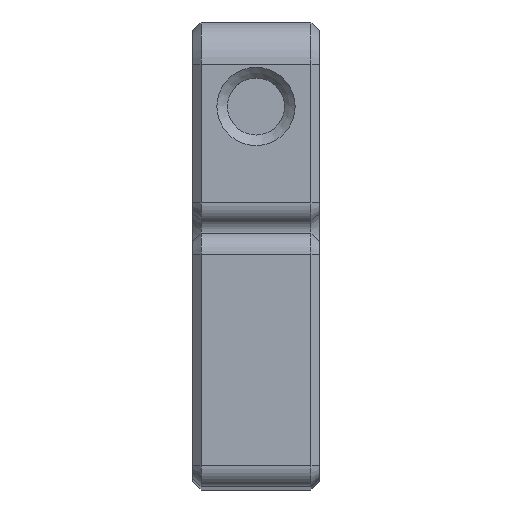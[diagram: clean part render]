
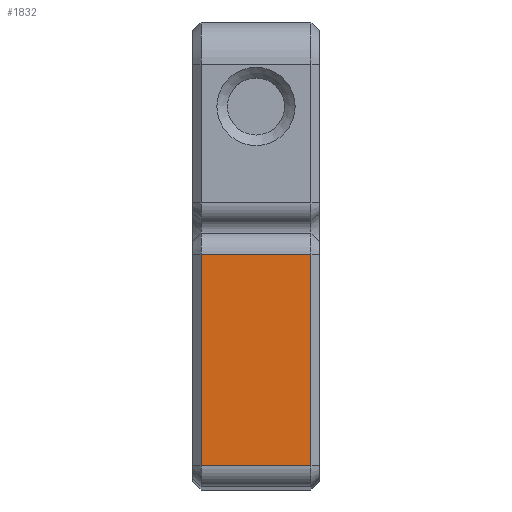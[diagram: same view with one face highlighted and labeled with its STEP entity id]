
A CAD part, top view. The second image highlights one B-rep face of the part: STEP entity #1832.
In plain terms, the highlighted planar face has unit normal (0, 0, 1).
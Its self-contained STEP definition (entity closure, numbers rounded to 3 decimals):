
#37=PLANE('',#2000);
#133=FACE_OUTER_BOUND('',#254,.T.);
#254=EDGE_LOOP('',(#1351,#1352,#1353,#1354));
#388=LINE('',#2891,#567);
#398=LINE('',#2919,#577);
#399=LINE('',#2923,#578);
#400=LINE('',#2924,#579);
#567=VECTOR('',#2301,10.);
#577=VECTOR('',#2333,10.);
#578=VECTOR('',#2338,10.);
#579=VECTOR('',#2339,10.);
#808=VERTEX_POINT('',#2783);
#841=VERTEX_POINT('',#2886);
#848=VERTEX_POINT('',#2918);
#849=VERTEX_POINT('',#2922);
#1020=EDGE_CURVE('',#808,#841,#388,.T.);
#1034=EDGE_CURVE('',#841,#848,#398,.T.);
#1036=EDGE_CURVE('',#849,#808,#399,.T.);
#1037=EDGE_CURVE('',#848,#849,#400,.T.);
#1351=ORIENTED_EDGE('',*,*,#1020,.F.);
#1352=ORIENTED_EDGE('',*,*,#1036,.F.);
#1353=ORIENTED_EDGE('',*,*,#1037,.F.);
#1354=ORIENTED_EDGE('',*,*,#1034,.F.);
#1832=ADVANCED_FACE('',(#133),#37,.T.);
#2000=AXIS2_PLACEMENT_3D('',#2921,#2336,#2337);
#2301=DIRECTION('',(0.,1.,0.));
#2333=DIRECTION('',(1.,0.,0.));
#2336=DIRECTION('center_axis',(0.,0.,1.));
#2337=DIRECTION('ref_axis',(0.,-1.,0.));
#2338=DIRECTION('',(-1.,0.,0.));
#2339=DIRECTION('',(0.,-1.,0.));
#2783=CARTESIAN_POINT('',(0.4,1.,0.));
#2886=CARTESIAN_POINT('',(0.4,11.,0.));
#2891=CARTESIAN_POINT('',(0.4,11.5,0.));
#2918=CARTESIAN_POINT('',(5.6,11.,0.));
#2919=CARTESIAN_POINT('',(0.,11.,0.));
#2921=CARTESIAN_POINT('Origin',(0.,12.,0.));
#2922=CARTESIAN_POINT('',(5.6,1.,0.));
#2923=CARTESIAN_POINT('',(0.,1.,0.));
#2924=CARTESIAN_POINT('',(5.6,11.5,0.));
